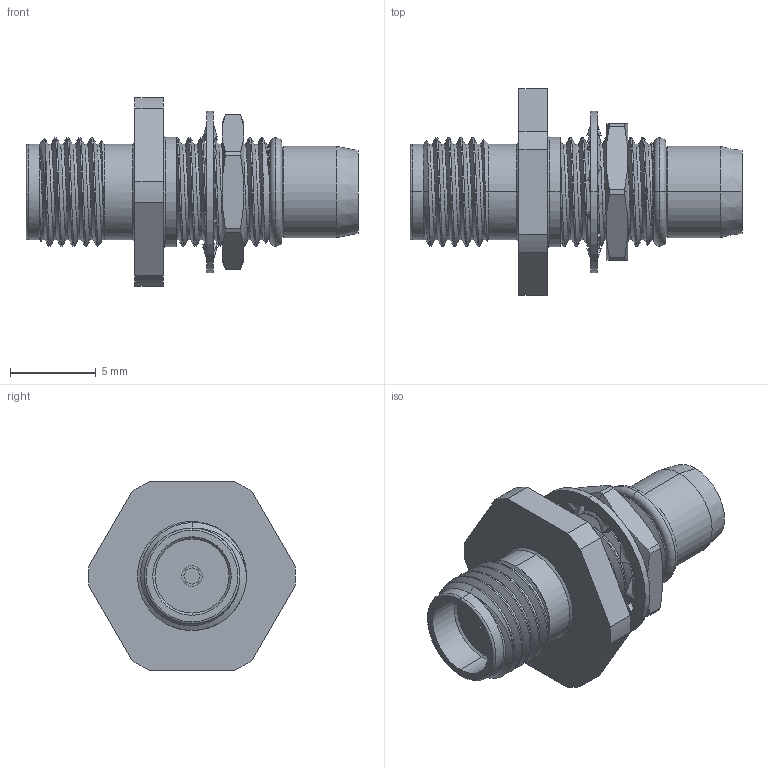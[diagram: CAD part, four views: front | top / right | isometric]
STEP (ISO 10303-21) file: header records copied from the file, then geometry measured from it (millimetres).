
FILE_DESCRIPTION (( 'STEP AP203' ), '1' );
FILE_NAME ('FMAD1112.step', '2018-05-18T15:42:13', ( '' ), ( '' ), 'SwSTEP 2.0', 'SolidWorks 2017', '' );
FILE_SCHEMA (( 'CONFIG_CONTROL_DESIGN' ));
Length unit declared in the file: inch
Products named in the file (1): FMAD1112
Bounding box: 19.35 x 12.06 x 11 mm (x, y, z)
Volume: 575.6 mm3; surface area: 1079.6 mm2
Topology: 5 solids, 5 shells, 220 faces, 606 edges, 402 vertices
Faces by surface type: cylinder 80, bspline 49, cone 41, plane 40, torus 10
Entity records: 10922 total; most frequent: CARTESIAN_POINT 5808, ORIENTED_EDGE 1212, DIRECTION 856, EDGE_CURVE 606, VERTEX_POINT 402, AXIS2_PLACEMENT_3D 350, EDGE_LOOP 234, FACE_OUTER_BOUND 220
